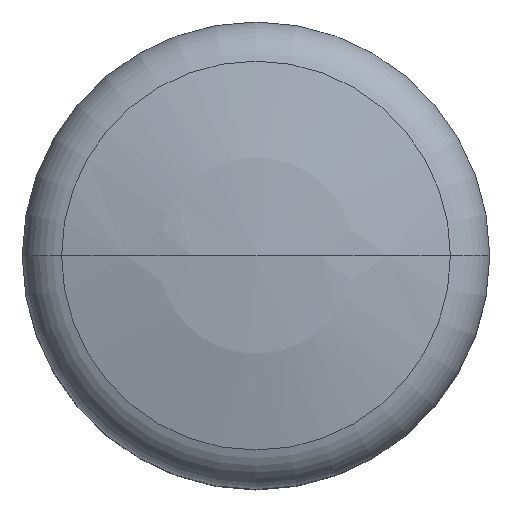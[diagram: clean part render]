
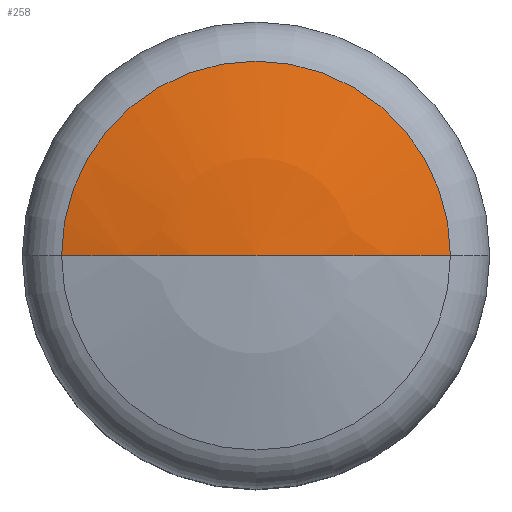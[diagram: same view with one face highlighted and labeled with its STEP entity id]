
A CAD part, top view. The second image highlights one B-rep face of the part: STEP entity #258.
In plain terms, the highlighted spherical face has radius 22 mm.
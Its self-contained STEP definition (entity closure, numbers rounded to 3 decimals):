
#164=VERTEX_POINT('',#432);
#212=EDGE_CURVE('',#240,#164,#488,.T.);
#240=VERTEX_POINT('',#518);
#258=ADVANCED_FACE('',(#538),#539,.T.);
#262=EDGE_CURVE('',#164,#316,#543,.T.);
#304=EDGE_CURVE('',#316,#240,#589,.T.);
#316=VERTEX_POINT('',#604);
#432=CARTESIAN_POINT('',(0.,0.,30.5));
#488=CIRCLE('',#797,22.0);
#518=CARTESIAN_POINT('',(-5.824,0.,29.715));
#538=FACE_OUTER_BOUND('',#900,.T.);
#539=SPHERICAL_SURFACE('',#901,22.0);
#543=CIRCLE('',#908,22.0);
#589=CIRCLE('',#982,5.824);
#604=CARTESIAN_POINT('',(5.824,0.,29.715));
#797=AXIS2_PLACEMENT_3D('',#1198,#1199,#1200);
#900=EDGE_LOOP('',(#1258,#1259,#1260));
#901=AXIS2_PLACEMENT_3D('',#1261,#1262,#1263);
#908=AXIS2_PLACEMENT_3D('',#1265,#1266,#1267);
#982=AXIS2_PLACEMENT_3D('',#1322,#1323,#1324);
#1198=CARTESIAN_POINT('',(0.,0.,8.5));
#1199=DIRECTION('',(0.,1.0,0.0));
#1200=DIRECTION('',(0.0,-0.0,-1.0));
#1258=ORIENTED_EDGE('',*,*,#212,.T.);
#1259=ORIENTED_EDGE('',*,*,#262,.T.);
#1260=ORIENTED_EDGE('',*,*,#304,.T.);
#1261=CARTESIAN_POINT('',(0.,0.,8.5));
#1262=DIRECTION('',(0.0,0.0,1.0));
#1263=DIRECTION('',(-1.0,0.,0.0));
#1265=CARTESIAN_POINT('',(0.,0.,8.5));
#1266=DIRECTION('',(0.,1.0,0.0));
#1267=DIRECTION('',(0.0,-0.0,-1.0));
#1322=CARTESIAN_POINT('',(0.,0.,29.715));
#1323=DIRECTION('',(0.0,0.0,1.0));
#1324=DIRECTION('',(1.0,0.,0.0));
